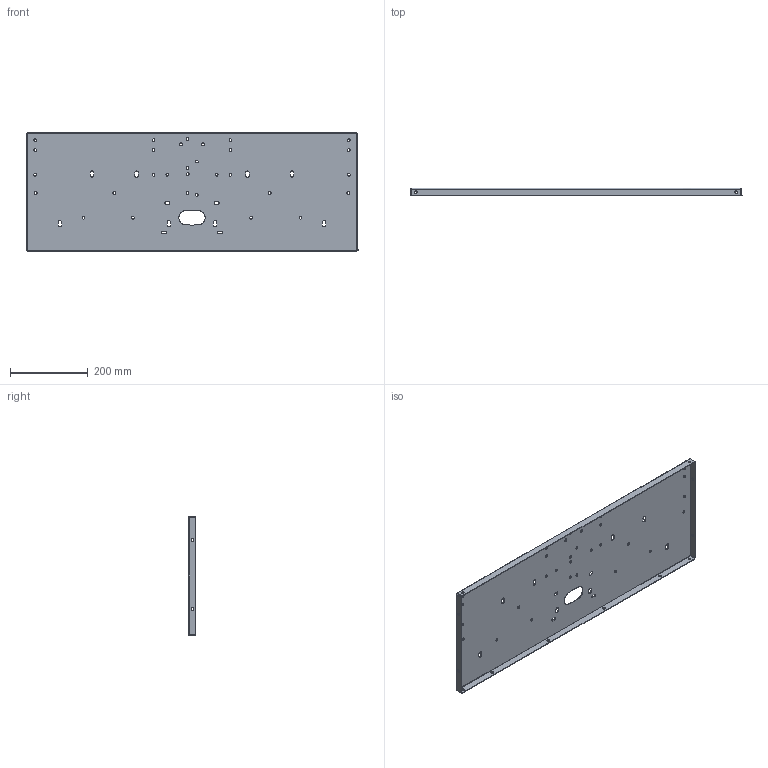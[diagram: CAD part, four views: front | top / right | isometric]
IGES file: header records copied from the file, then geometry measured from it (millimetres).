
Start section: SolidWorks IGES file using analytic representation for surfaces
Global section: file name: D1000974_AdLIGO_AOS_SLC ARM Cavity Baffle Top Skin.IGS; native system: SolidWorks 2012; preprocessor: SolidWorks 2012; author: tnguyen; date: 120507.142150; units: inch
Bounding box: 854.96 x 19.68 x 308.1 mm (x, y, z)
Surface area: 602083.5 mm2 (no closed solid volume)
Topology: 0 solids, 0 shells, 195 faces, 3412 edges, 3412 vertices
Faces by surface type: revolution 137, bspline 58
